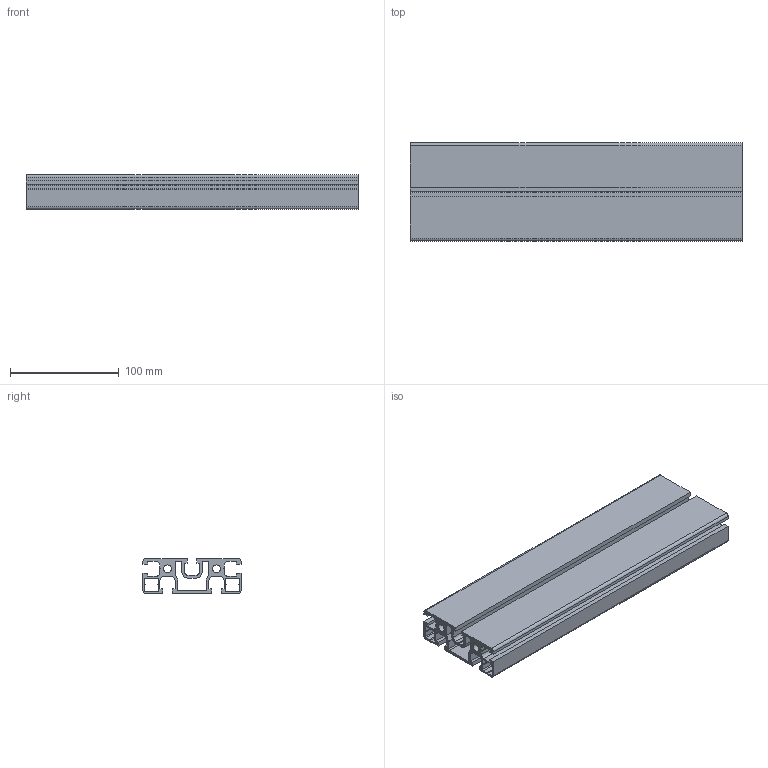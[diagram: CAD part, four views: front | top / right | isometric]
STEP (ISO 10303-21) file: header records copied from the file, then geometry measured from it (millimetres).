
FILE_DESCRIPTION(/* description */ (''),/* implementation_level */ '2;1');
FILE_NAME(/* name */ '10-9032-0-12IN.stp',/* time_stamp */ '2024-11-12T16:08:27-05:00',/* author */ ('esanner'),/* organization */ (''),/* preprocessor_version */ 'ST-DEVELOPER v19',/* originating_system */ 'AutoCAD Mechanical',/* authorisation */ '');
FILE_SCHEMA (('AUTOMOTIVE_DESIGN { 1 0 10303 214 3 1 1 }'));
Length unit declared in the file: millimetre
Products named in the file (1): Product
Bounding box: 304.8 x 90 x 32 mm (x, y, z)
Volume: 327832.8 mm3; surface area: 220728.4 mm2
Topology: 1 solids, 1 shells, 156 faces, 462 edges, 308 vertices
Faces by surface type: plane 105, cylinder 51
Full cylindrical faces by diameter (mm): 7.3 x2
Entity records: 5251 total; most frequent: CARTESIAN_POINT 927, ORIENTED_EDGE 924, DIRECTION 878, EDGE_CURVE 462, LINE 360, VECTOR 360, VERTEX_POINT 308, AXIS2_PLACEMENT_3D 259
